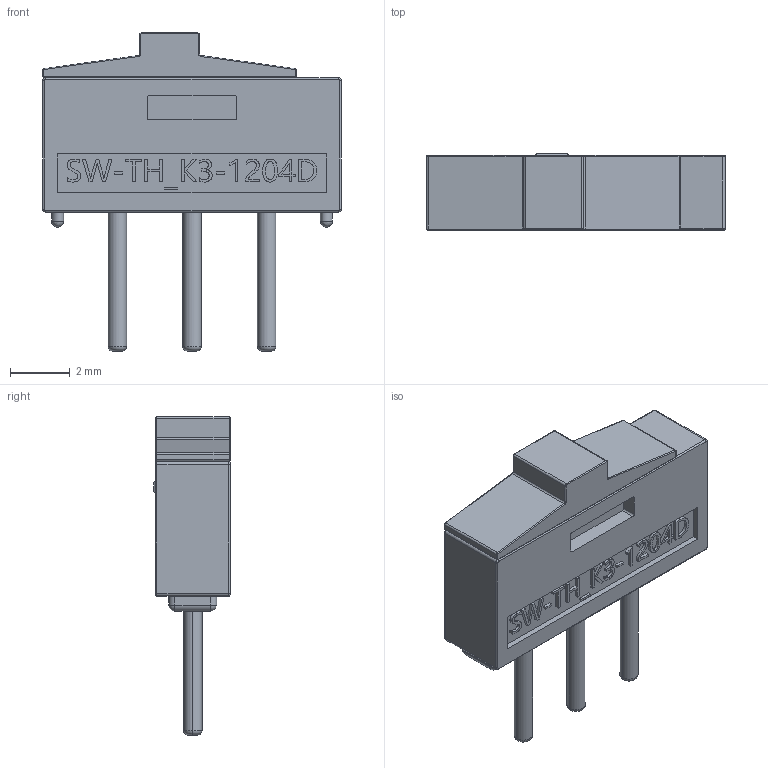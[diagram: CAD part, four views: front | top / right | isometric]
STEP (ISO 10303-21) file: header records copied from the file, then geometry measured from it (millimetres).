
FILE_DESCRIPTION (( 'STEP AP214' ), '1' );
FILE_NAME ('SW-TH_K3-1204D.step', '2022-07-26T17:06:37', ( '' ), ( '' ), 'SwSTEP 2.0', 'SolidWorks 2020', '' );
FILE_SCHEMA (( 'AUTOMOTIVE_DESIGN' ));
Length unit declared in the file: millimetre
Products named in the file (1): SW-TH_K3-1204D
Bounding box: 10 x 2.55 x 10.65 mm (x, y, z)
Volume: 128.9 mm3; surface area: 229.7 mm2
Topology: 15 solids, 15 shells, 607 faces, 1569 edges, 1020 vertices
Faces by surface type: plane 337, bspline 168, cylinder 65, torus 33, sphere 4
Entity records: 28517 total; most frequent: CARTESIAN_POINT 8560, ORIENTED_EDGE 3122, DIRECTION 2260, EDGE_CURVE 1561, LINE 1052, VECTOR 1052, VERTEX_POINT 1016, EDGE_LOOP 651
